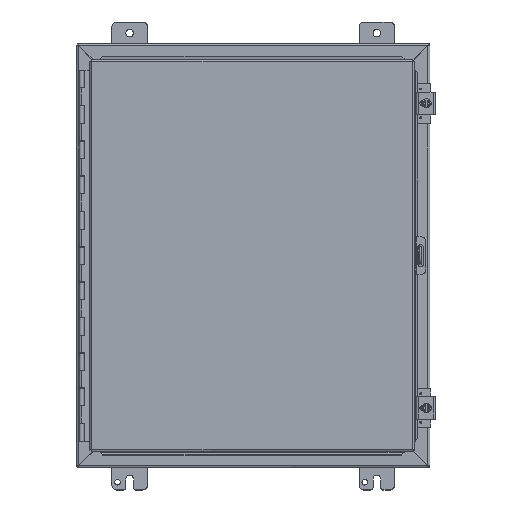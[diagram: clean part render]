
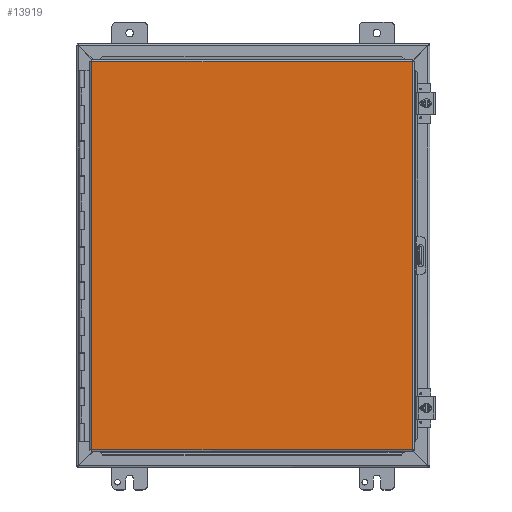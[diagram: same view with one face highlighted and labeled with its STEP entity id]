
A CAD part, top view. The second image highlights one B-rep face of the part: STEP entity #13919.
In plain terms, the highlighted face is planar.
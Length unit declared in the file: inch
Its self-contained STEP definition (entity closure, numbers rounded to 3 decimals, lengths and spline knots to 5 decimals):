
#13076=CARTESIAN_POINT('',(-9.08225,-10.9885,0.));
#13077=VERTEX_POINT('',#13076);
#13088=CARTESIAN_POINT('',(9.08225,-10.9885,0.));
#13089=VERTEX_POINT('',#13088);
#13090=CARTESIAN_POINT('',(9.08225,-10.9885,0.0));
#13091=DIRECTION('',(-1.0,0.0,0.0));
#13092=VECTOR('',#13091,18.1645);
#13093=LINE('',#13090,#13092);
#13094=EDGE_CURVE('',#13089,#13077,#13093,.T.);
#13210=CARTESIAN_POINT('',(-9.08225,10.9885,0.));
#13211=VERTEX_POINT('',#13210);
#13309=CARTESIAN_POINT('',(9.08225,10.9885,0.));
#13310=VERTEX_POINT('',#13309);
#13321=CARTESIAN_POINT('',(-9.08225,10.9885,0.0));
#13322=DIRECTION('',(1.0,0.0,0.0));
#13323=VECTOR('',#13322,18.1645);
#13324=LINE('',#13321,#13323);
#13325=EDGE_CURVE('',#13211,#13310,#13324,.T.);
#13630=CARTESIAN_POINT('',(-9.08225,-10.9885,0.0));
#13631=DIRECTION('',(0.0,1.0,0.0));
#13632=VECTOR('',#13631,21.977);
#13633=LINE('',#13630,#13632);
#13634=EDGE_CURVE('',#13077,#13211,#13633,.T.);
#13724=CARTESIAN_POINT('',(9.08225,10.9885,0.0));
#13725=DIRECTION('',(0.0,-1.0,0.0));
#13726=VECTOR('',#13725,21.977);
#13727=LINE('',#13724,#13726);
#13728=EDGE_CURVE('',#13310,#13089,#13727,.T.);
#13908=CARTESIAN_POINT('',(0.,0.,0.0));
#13909=DIRECTION('',(0.0,0.0,1.0));
#13910=DIRECTION('',(1.0,0.0,0.0));
#13911=AXIS2_PLACEMENT_3D('',#13908,#13909,#13910);
#13912=PLANE('',#13911);
#13913=ORIENTED_EDGE('',*,*,#13634,.T.);
#13914=ORIENTED_EDGE('',*,*,#13325,.T.);
#13915=ORIENTED_EDGE('',*,*,#13728,.T.);
#13916=ORIENTED_EDGE('',*,*,#13094,.T.);
#13917=EDGE_LOOP('',(#13913,#13914,#13915,#13916));
#13918=FACE_OUTER_BOUND('',#13917,.T.);
#13919=ADVANCED_FACE('',(#13918),#13912,.F.);
